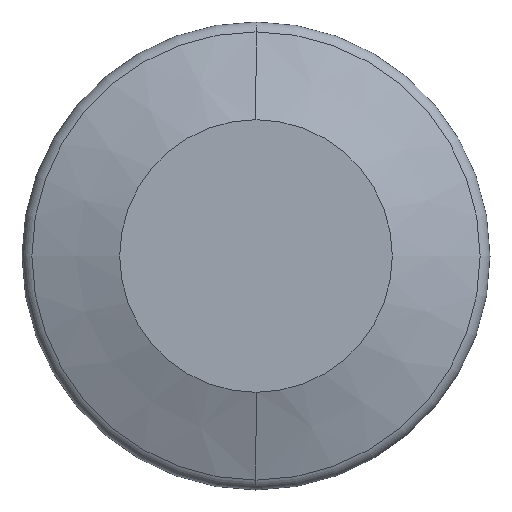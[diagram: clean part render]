
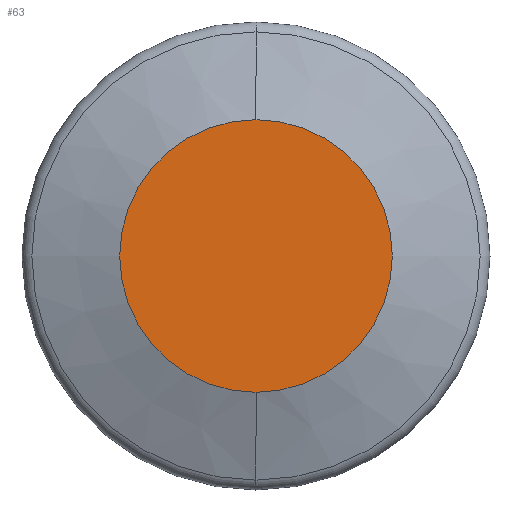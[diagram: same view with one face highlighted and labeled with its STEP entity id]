
A CAD part, left-side view. The second image highlights one B-rep face of the part: STEP entity #63.
In plain terms, the highlighted planar face has unit normal (-1, 0, 0).
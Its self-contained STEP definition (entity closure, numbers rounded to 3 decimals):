
#19 = CARTESIAN_POINT ( 'NONE',  ( 0., 0., 0. ) ) ;
#27 = VERTEX_POINT ( 'NONE', #37 ) ;
#37 = CARTESIAN_POINT ( 'NONE',  ( 0., 0., -7.28 ) ) ;
#44 = CARTESIAN_POINT ( 'NONE',  ( 0., 0., 7.28 ) ) ;
#63 = ADVANCED_FACE ( 'NONE', ( #258 ), #554, .F. ) ;
#86 = EDGE_CURVE ( 'NONE', #27, #453, #558, .T. ) ;
#91 = ORIENTED_EDGE ( 'NONE', *, *, #86, .T. ) ;
#94 = AXIS2_PLACEMENT_3D ( 'NONE', #555, #238, #228 ) ;
#133 = AXIS2_PLACEMENT_3D ( 'NONE', #19, #369, #185 ) ;
#142 = AXIS2_PLACEMENT_3D ( 'NONE', #165, #477, #564 ) ;
#165 = CARTESIAN_POINT ( 'NONE',  ( 0., 0., 0. ) ) ;
#185 = DIRECTION ( 'NONE',  ( 0., 0., -1. ) ) ;
#228 = DIRECTION ( 'NONE',  ( 0., 0., 1. ) ) ;
#238 = DIRECTION ( 'NONE',  ( -1., 0., 0. ) ) ;
#252 = EDGE_LOOP ( 'NONE', ( #91, #340 ) ) ;
#258 = FACE_OUTER_BOUND ( 'NONE', #252, .T. ) ;
#267 = EDGE_CURVE ( 'NONE', #453, #27, #390, .T. ) ;
#340 = ORIENTED_EDGE ( 'NONE', *, *, #267, .T. ) ;
#369 = DIRECTION ( 'NONE',  ( 1., 0., 0. ) ) ;
#390 = CIRCLE ( 'NONE', #142, 7.28 ) ;
#453 = VERTEX_POINT ( 'NONE', #44 ) ;
#477 = DIRECTION ( 'NONE',  ( -1., 0., 0. ) ) ;
#554 = PLANE ( 'NONE',  #133 ) ;
#555 = CARTESIAN_POINT ( 'NONE',  ( 0., 0., 0. ) ) ;
#558 = CIRCLE ( 'NONE', #94, 7.28 ) ;
#564 = DIRECTION ( 'NONE',  ( 0., 0., 1. ) ) ;
